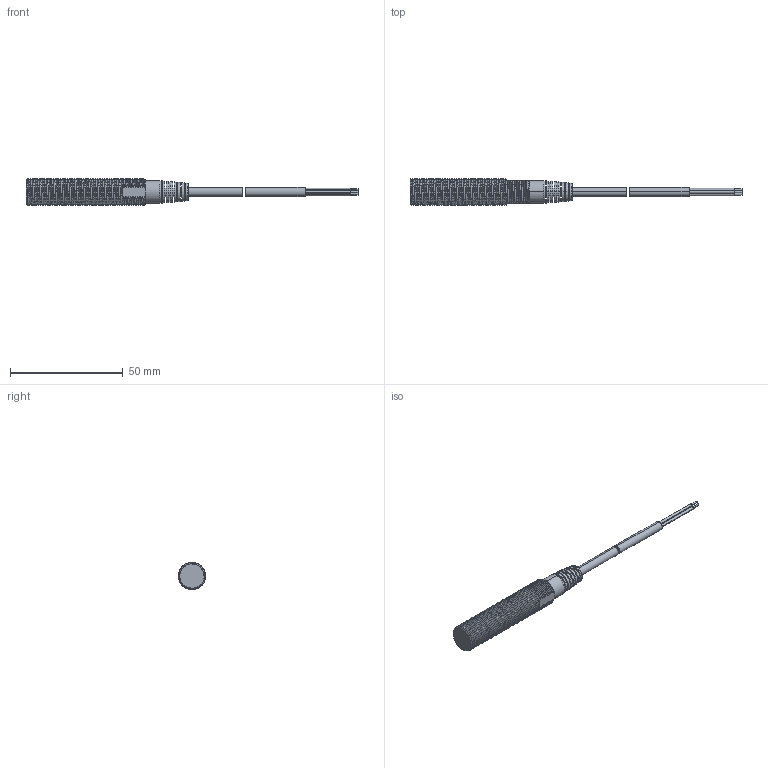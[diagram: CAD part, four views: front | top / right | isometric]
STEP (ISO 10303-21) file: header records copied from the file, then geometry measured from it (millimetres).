
FILE_DESCRIPTION((''),'2;1');
FILE_NAME('OCN1-1204X-S4LX','2017-02-24T',('Administrator'),(''),'PRO/ENGINEER BY PARAMETRIC TECHNOLOGY CORPORATION, 2007170','PRO/ENGINEER BY PARAMETRIC TECHNOLOGY CORPORATION, 2007170','');
FILE_SCHEMA(('CONFIG_CONTROL_DESIGN'));
Length unit declared in the file: millimetre
Products named in the file (1): OCN1-1204X-S4LX
Bounding box: 147.5 x 12 x 12 mm (x, y, z)
Volume: 7129.8 mm3; surface area: 5923.7 mm2
Topology: 2 solids, 2 shells, 350 faces, 947 edges, 624 vertices
Faces by surface type: cylinder 168, bspline 84, plane 61, cone 35, torus 2
Entity records: 27161 total; most frequent: CARTESIAN_POINT 19343, ORIENTED_EDGE 1894, DIRECTION 1160, EDGE_CURVE 947, VERTEX_POINT 624, B_SPLINE_CURVE_WITH_KNOTS 461, AXIS2_PLACEMENT_3D 408, EDGE_LOOP 373
